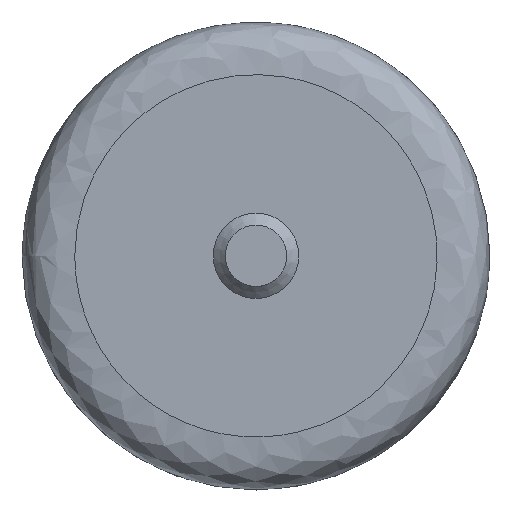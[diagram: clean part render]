
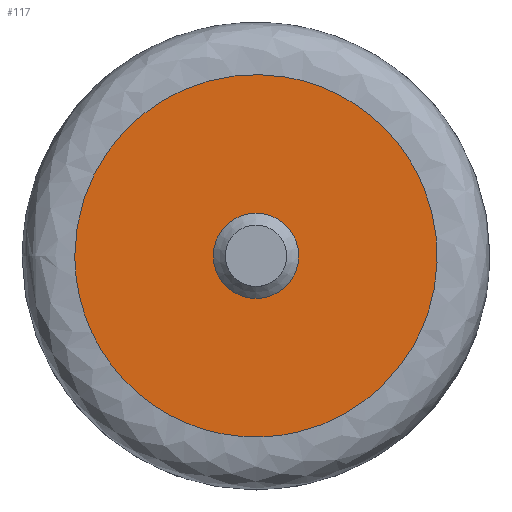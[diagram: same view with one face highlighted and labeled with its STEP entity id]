
A CAD part, top view. The second image highlights one B-rep face of the part: STEP entity #117.
In plain terms, the highlighted planar face has unit normal (0, 0, 1).
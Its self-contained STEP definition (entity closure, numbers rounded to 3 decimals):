
#16=FACE_BOUND('',#41,.T.);
#18=B_SPLINE_CURVE_WITH_KNOTS('',3,(#199,#200,#201,#202,#203,#204,#205,
#206,#207,#208,#209,#210,#211,#212,#213,#214,#215),.UNSPECIFIED.,.T.,.F.,
(4,1,1,1,1,1,1,1,1,1,1,1,1,1,4),(-7.568,-7.027,-6.487,
-5.766,-5.406,-4.685,-4.325,
-3.604,-3.243,-2.523,-2.162,
-1.622,-1.081,-0.541,0.),
 .UNSPECIFIED.);
#22=PLANE('',#143);
#31=FACE_OUTER_BOUND('',#40,.T.);
#40=EDGE_LOOP('',(#94));
#41=EDGE_LOOP('',(#95));
#57=CIRCLE('',#139,2.85);
#63=VERTEX_POINT('',#188);
#66=VERTEX_POINT('',#198);
#72=EDGE_CURVE('',#63,#63,#57,.T.);
#77=EDGE_CURVE('',#66,#66,#18,.T.);
#94=ORIENTED_EDGE('',*,*,#77,.F.);
#95=ORIENTED_EDGE('',*,*,#72,.T.);
#117=ADVANCED_FACE('',(#31,#16),#22,.T.);
#139=AXIS2_PLACEMENT_3D('',#189,#156,#157);
#143=AXIS2_PLACEMENT_3D('',#197,#166,#167);
#156=DIRECTION('center_axis',(0.,0.,-1.));
#157=DIRECTION('ref_axis',(0.,1.,0.));
#166=DIRECTION('center_axis',(0.,0.,1.));
#167=DIRECTION('ref_axis',(-1.,0.,0.));
#188=CARTESIAN_POINT('',(-134.,10.15,111.883));
#189=CARTESIAN_POINT('Origin',(-134.,13.,111.883));
#197=CARTESIAN_POINT('Origin',(-134.,13.,111.883));
#198=CARTESIAN_POINT('',(-146.1,13.,111.883));
#199=CARTESIAN_POINT('Ctrl Pts',(-146.1,13.,111.883));
#200=CARTESIAN_POINT('Ctrl Pts',(-146.1,14.81,111.883));
#201=CARTESIAN_POINT('Ctrl Pts',(-145.274,18.424,111.883));
#202=CARTESIAN_POINT('Ctrl Pts',(-141.417,23.277,111.883));
#203=CARTESIAN_POINT('Ctrl Pts',(-136.139,25.344,111.883));
#204=CARTESIAN_POINT('Ctrl Pts',(-130.042,24.888,111.883));
#205=CARTESIAN_POINT('Ctrl Pts',(-125.685,22.367,111.883));
#206=CARTESIAN_POINT('Ctrl Pts',(-122.24,17.317,111.883));
#207=CARTESIAN_POINT('Ctrl Pts',(-121.489,12.34,111.883));
#208=CARTESIAN_POINT('Ctrl Pts',(-123.291,6.497,111.883));
#209=CARTESIAN_POINT('Ctrl Pts',(-126.718,2.807,111.883));
#210=CARTESIAN_POINT('Ctrl Pts',(-131.837,0.802,111.883));
#211=CARTESIAN_POINT('Ctrl Pts',(-136.783,0.8,111.883));
#212=CARTESIAN_POINT('Ctrl Pts',(-141.803,3.217,111.883));
#213=CARTESIAN_POINT('Ctrl Pts',(-145.274,7.57,111.883));
#214=CARTESIAN_POINT('Ctrl Pts',(-146.1,11.19,111.883));
#215=CARTESIAN_POINT('Ctrl Pts',(-146.1,13.,111.883));
